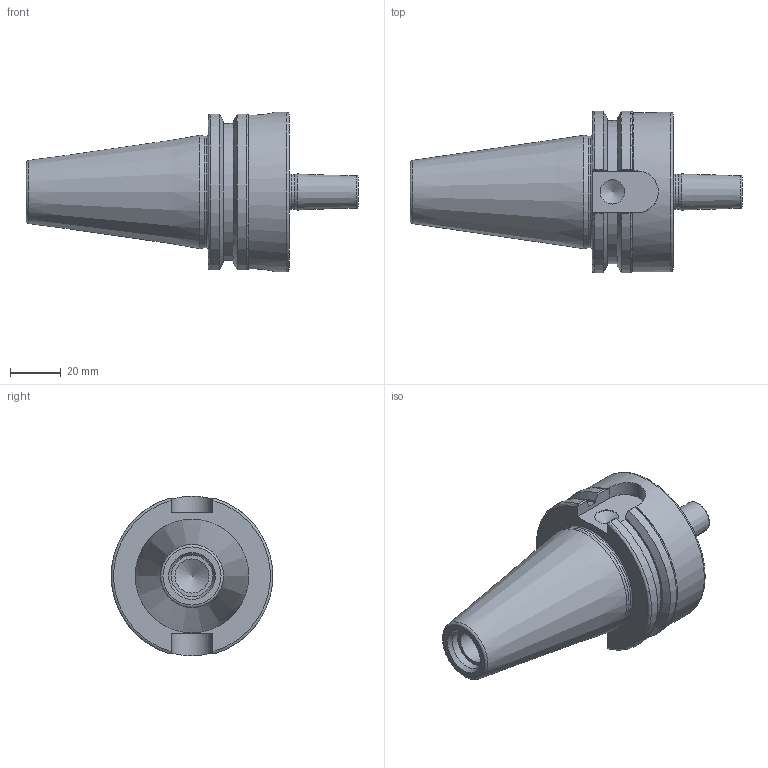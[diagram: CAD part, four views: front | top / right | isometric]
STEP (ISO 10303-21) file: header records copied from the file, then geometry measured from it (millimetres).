
FILE_DESCRIPTION(/* description */ (''),/* implementation_level */ '2;1');
FILE_NAME(/* name */ 'GK043.stp',/* time_stamp */ '2025-03-11T11:54:41+09:00',/* author */ ('YSH'),/* organization */ (''),/* preprocessor_version */ 'ST-DEVELOPER v20',/* originating_system */ 'Autodesk Inventor 2025',/* authorisation */ '');
FILE_SCHEMA (('AUTOMOTIVE_DESIGN { 1 0 10303 214 3 1 1 }'));
Length unit declared in the file: millimetre
Products named in the file (1): LO-CAT40-JTA2-1.50
Bounding box: 130.23 x 63.26 x 62.5 mm (x, y, z)
Volume: 157544.2 mm3; surface area: 23490.1 mm2
Topology: 1 solids, 1 shells, 59 faces, 155 edges, 102 vertices
Faces by surface type: plane 24, cylinder 14, cone 11, torus 10
Full cylindrical faces by diameter (mm): 9.525 x1, 13.386 x1, 13.599 x1, 16.3 x1, 43.6 x1, 62.5 x1
Entity records: 1949 total; most frequent: CARTESIAN_POINT 479, ORIENTED_EDGE 306, DIRECTION 293, EDGE_CURVE 153, AXIS2_PLACEMENT_3D 116, VERTEX_POINT 101, EDGE_LOOP 64, LINE 61
